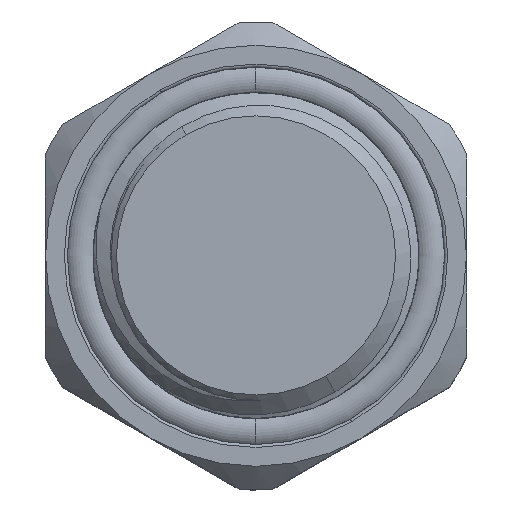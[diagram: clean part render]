
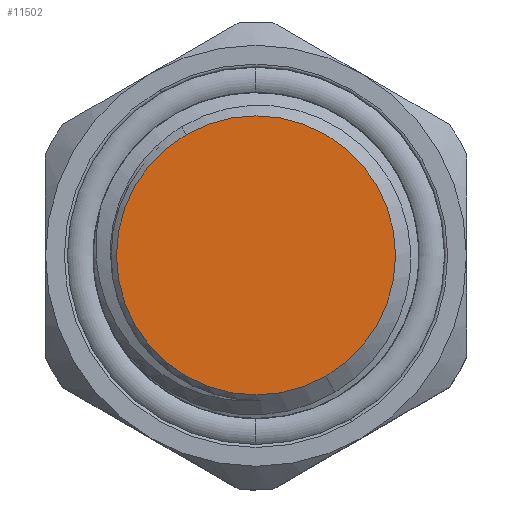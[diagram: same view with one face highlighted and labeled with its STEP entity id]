
A CAD part, top view. The second image highlights one B-rep face of the part: STEP entity #11502.
In plain terms, the highlighted planar face has unit normal (0, 0, 1).
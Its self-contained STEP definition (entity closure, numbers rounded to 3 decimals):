
#770 = DIRECTION ( 'NONE',  ( 0.5, -0.866, 0. ) ) ;
#2472 = DIRECTION ( 'NONE',  ( 0.5, -0.866, 0. ) ) ;
#3406 = DIRECTION ( 'NONE',  ( 0., 0., 1. ) ) ;
#4092 = CIRCLE ( 'NONE', #8945, 8.95 ) ;
#4891 = VERTEX_POINT ( 'NONE', #12974 ) ;
#4945 = CARTESIAN_POINT ( 'NONE',  ( -4.475, 7.751, 66.2 ) ) ;
#6109 = FACE_OUTER_BOUND ( 'NONE', #7327, .T. ) ;
#7143 = VERTEX_POINT ( 'NONE', #4945 ) ;
#7327 = EDGE_LOOP ( 'NONE', ( #18092, #17701 ) ) ;
#8117 = CARTESIAN_POINT ( 'NONE',  ( 0., 0., 66.2 ) ) ;
#8598 = EDGE_CURVE ( 'NONE', #4891, #7143, #12872, .T. ) ;
#8945 = AXIS2_PLACEMENT_3D ( 'NONE', #14170, #15811, #770 ) ;
#9720 = AXIS2_PLACEMENT_3D ( 'NONE', #13100, #3406, #18070 ) ;
#11042 = PLANE ( 'NONE',  #9720 ) ;
#11502 = ADVANCED_FACE ( 'NONE', ( #6109 ), #11042, .T. ) ;
#12872 = CIRCLE ( 'NONE', #20831, 8.95 ) ;
#12974 = CARTESIAN_POINT ( 'NONE',  ( 4.475, -7.751, 66.2 ) ) ;
#13100 = CARTESIAN_POINT ( 'NONE',  ( 0., 0., 66.2 ) ) ;
#14170 = CARTESIAN_POINT ( 'NONE',  ( 0., 0., 66.2 ) ) ;
#14777 = DIRECTION ( 'NONE',  ( 0., 0., 1. ) ) ;
#15811 = DIRECTION ( 'NONE',  ( 0., 0., 1. ) ) ;
#17701 = ORIENTED_EDGE ( 'NONE', *, *, #8598, .T. ) ;
#18070 = DIRECTION ( 'NONE',  ( 0.5, -0.866, 0. ) ) ;
#18092 = ORIENTED_EDGE ( 'NONE', *, *, #20534, .T. ) ;
#20534 = EDGE_CURVE ( 'NONE', #7143, #4891, #4092, .T. ) ;
#20831 = AXIS2_PLACEMENT_3D ( 'NONE', #8117, #14777, #2472 ) ;
